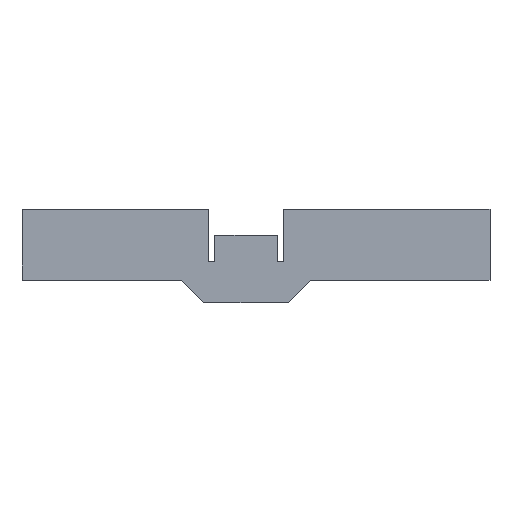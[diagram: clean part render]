
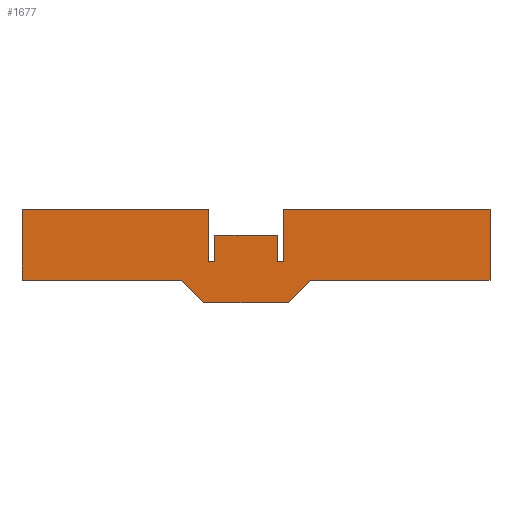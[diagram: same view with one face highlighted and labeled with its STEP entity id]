
A CAD part, front view. The second image highlights one B-rep face of the part: STEP entity #1677.
In plain terms, the highlighted planar face has unit normal (0, -1, 0).
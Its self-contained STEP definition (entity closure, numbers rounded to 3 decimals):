
#1552 = VERTEX_POINT('',#1553);
#1553 = CARTESIAN_POINT('',(-269.,-723.305,
    -17.196));
#1559 = EDGE_CURVE('',#1552,#1560,#1562,.T.);
#1560 = VERTEX_POINT('',#1561);
#1561 = CARTESIAN_POINT('',(-269.,-723.305,
    11.195));
#1562 = LINE('',#1563,#1564);
#1563 = CARTESIAN_POINT('',(-269.,-723.305,
    -10.095));
#1564 = VECTOR('',#1565,1.);
#1565 = DIRECTION('',(0.,0.,1.));
#1677 = ADVANCED_FACE('',(#1678),#1799,.T.);
#1678 = FACE_BOUND('',#1679,.T.);
#1679 = EDGE_LOOP('',(#1680,#1690,#1698,#1706,#1714,#1722,#1730,#1738,
    #1746,#1754,#1762,#1768,#1769,#1777,#1785,#1793));
#1680 = ORIENTED_EDGE('',*,*,#1681,.F.);
#1681 = EDGE_CURVE('',#1682,#1684,#1686,.T.);
#1682 = VERTEX_POINT('',#1683);
#1683 = CARTESIAN_POINT('',(-81.,-723.305,-17.196));
#1684 = VERTEX_POINT('',#1685);
#1685 = CARTESIAN_POINT('',(-153.,-723.305,-17.196));
#1686 = LINE('',#1687,#1688);
#1687 = CARTESIAN_POINT('',(-194.,-723.305,-17.196));
#1688 = VECTOR('',#1689,1.);
#1689 = DIRECTION('',(-1.,-0.,-0.));
#1690 = ORIENTED_EDGE('',*,*,#1691,.T.);
#1691 = EDGE_CURVE('',#1682,#1692,#1694,.T.);
#1692 = VERTEX_POINT('',#1693);
#1693 = CARTESIAN_POINT('',(-81.,-723.305,11.195));
#1694 = LINE('',#1695,#1696);
#1695 = CARTESIAN_POINT('',(-81.,-723.305,-17.196));
#1696 = VECTOR('',#1697,1.);
#1697 = DIRECTION('',(0.,0.,1.));
#1698 = ORIENTED_EDGE('',*,*,#1699,.T.);
#1699 = EDGE_CURVE('',#1692,#1700,#1702,.T.);
#1700 = VERTEX_POINT('',#1701);
#1701 = CARTESIAN_POINT('',(-164.,-723.305,
    11.195));
#1702 = LINE('',#1703,#1704);
#1703 = CARTESIAN_POINT('',(-194.,-723.305,11.195));
#1704 = VECTOR('',#1705,1.);
#1705 = DIRECTION('',(-1.,-0.,-0.));
#1706 = ORIENTED_EDGE('',*,*,#1707,.F.);
#1707 = EDGE_CURVE('',#1708,#1700,#1710,.T.);
#1708 = VERTEX_POINT('',#1709);
#1709 = CARTESIAN_POINT('',(-164.,-723.305,
    -9.696));
#1710 = LINE('',#1711,#1712);
#1711 = CARTESIAN_POINT('',(-164.,-723.305,
    -8.196));
#1712 = VECTOR('',#1713,1.);
#1713 = DIRECTION('',(0.,0.,1.));
#1714 = ORIENTED_EDGE('',*,*,#1715,.F.);
#1715 = EDGE_CURVE('',#1716,#1708,#1718,.T.);
#1716 = VERTEX_POINT('',#1717);
#1717 = CARTESIAN_POINT('',(-166.5,-723.305,
    -9.696));
#1718 = LINE('',#1719,#1720);
#1719 = CARTESIAN_POINT('',(-194.,-723.305,
    -9.696));
#1720 = VECTOR('',#1721,1.);
#1721 = DIRECTION('',(1.,0.,0.));
#1722 = ORIENTED_EDGE('',*,*,#1723,.F.);
#1723 = EDGE_CURVE('',#1724,#1716,#1726,.T.);
#1724 = VERTEX_POINT('',#1725);
#1725 = CARTESIAN_POINT('',(-166.5,-723.305,
    0.804));
#1726 = LINE('',#1727,#1728);
#1727 = CARTESIAN_POINT('',(-166.5,-723.305,
    -8.196));
#1728 = VECTOR('',#1729,1.);
#1729 = DIRECTION('',(0.,0.,-1.));
#1730 = ORIENTED_EDGE('',*,*,#1731,.F.);
#1731 = EDGE_CURVE('',#1732,#1724,#1734,.T.);
#1732 = VERTEX_POINT('',#1733);
#1733 = CARTESIAN_POINT('',(-191.5,-723.305,
    0.804));
#1734 = LINE('',#1735,#1736);
#1735 = CARTESIAN_POINT('',(-191.5,-723.305,
    0.804));
#1736 = VECTOR('',#1737,1.);
#1737 = DIRECTION('',(1.,0.,0.));
#1738 = ORIENTED_EDGE('',*,*,#1739,.F.);
#1739 = EDGE_CURVE('',#1740,#1732,#1742,.T.);
#1740 = VERTEX_POINT('',#1741);
#1741 = CARTESIAN_POINT('',(-191.5,-723.305,
    -9.696));
#1742 = LINE('',#1743,#1744);
#1743 = CARTESIAN_POINT('',(-191.5,-723.305,
    -8.196));
#1744 = VECTOR('',#1745,1.);
#1745 = DIRECTION('',(0.,0.,1.));
#1746 = ORIENTED_EDGE('',*,*,#1747,.F.);
#1747 = EDGE_CURVE('',#1748,#1740,#1750,.T.);
#1748 = VERTEX_POINT('',#1749);
#1749 = CARTESIAN_POINT('',(-194.,-723.305,
    -9.696));
#1750 = LINE('',#1751,#1752);
#1751 = CARTESIAN_POINT('',(-194.,-723.305,
    -9.696));
#1752 = VECTOR('',#1753,1.);
#1753 = DIRECTION('',(1.,0.,0.));
#1754 = ORIENTED_EDGE('',*,*,#1755,.F.);
#1755 = EDGE_CURVE('',#1756,#1748,#1758,.T.);
#1756 = VERTEX_POINT('',#1757);
#1757 = CARTESIAN_POINT('',(-194.,-723.305,
    11.195));
#1758 = LINE('',#1759,#1760);
#1759 = CARTESIAN_POINT('',(-194.,-723.305,
    -8.196));
#1760 = VECTOR('',#1761,1.);
#1761 = DIRECTION('',(0.,0.,-1.));
#1762 = ORIENTED_EDGE('',*,*,#1763,.T.);
#1763 = EDGE_CURVE('',#1756,#1560,#1764,.T.);
#1764 = LINE('',#1765,#1766);
#1765 = CARTESIAN_POINT('',(-194.,-723.305,11.195));
#1766 = VECTOR('',#1767,1.);
#1767 = DIRECTION('',(-1.,-0.,-0.));
#1768 = ORIENTED_EDGE('',*,*,#1559,.F.);
#1769 = ORIENTED_EDGE('',*,*,#1770,.F.);
#1770 = EDGE_CURVE('',#1771,#1552,#1773,.T.);
#1771 = VERTEX_POINT('',#1772);
#1772 = CARTESIAN_POINT('',(-205.,-723.305,-17.196));
#1773 = LINE('',#1774,#1775);
#1774 = CARTESIAN_POINT('',(-194.,-723.305,-17.196));
#1775 = VECTOR('',#1776,1.);
#1776 = DIRECTION('',(-1.,-0.,-0.));
#1777 = ORIENTED_EDGE('',*,*,#1778,.T.);
#1778 = EDGE_CURVE('',#1771,#1779,#1781,.T.);
#1779 = VERTEX_POINT('',#1780);
#1780 = CARTESIAN_POINT('',(-196.,-723.305,-26.196));
#1781 = LINE('',#1782,#1783);
#1782 = CARTESIAN_POINT('',(-205.,-723.305,-17.196));
#1783 = VECTOR('',#1784,1.);
#1784 = DIRECTION('',(0.707,0.,-0.707)
  );
#1785 = ORIENTED_EDGE('',*,*,#1786,.F.);
#1786 = EDGE_CURVE('',#1787,#1779,#1789,.T.);
#1787 = VERTEX_POINT('',#1788);
#1788 = CARTESIAN_POINT('',(-162.,-723.305,-26.196));
#1789 = LINE('',#1790,#1791);
#1790 = CARTESIAN_POINT('',(-162.,-723.305,-26.196));
#1791 = VECTOR('',#1792,1.);
#1792 = DIRECTION('',(-1.,0.,0.));
#1793 = ORIENTED_EDGE('',*,*,#1794,.F.);
#1794 = EDGE_CURVE('',#1684,#1787,#1795,.T.);
#1795 = LINE('',#1796,#1797);
#1796 = CARTESIAN_POINT('',(-153.,-723.305,-17.196));
#1797 = VECTOR('',#1798,1.);
#1798 = DIRECTION('',(-0.707,0.,-0.707
    ));
#1799 = PLANE('',#1800);
#1800 = AXIS2_PLACEMENT_3D('',#1801,#1802,#1803);
#1801 = CARTESIAN_POINT('',(-175.576,-723.305,
    -4.665));
#1802 = DIRECTION('',(-0.,-1.,0.));
#1803 = DIRECTION('',(0.,0.,-1.));
